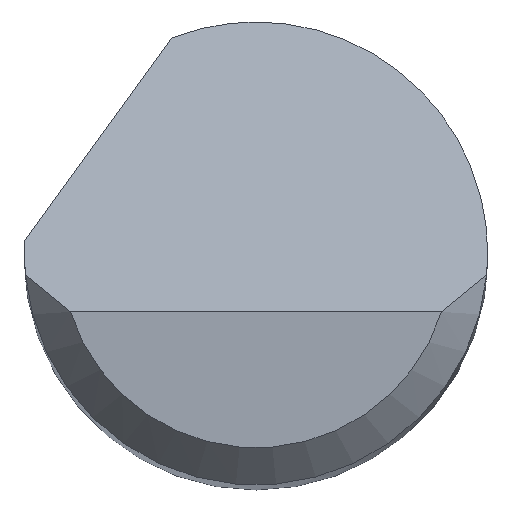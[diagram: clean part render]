
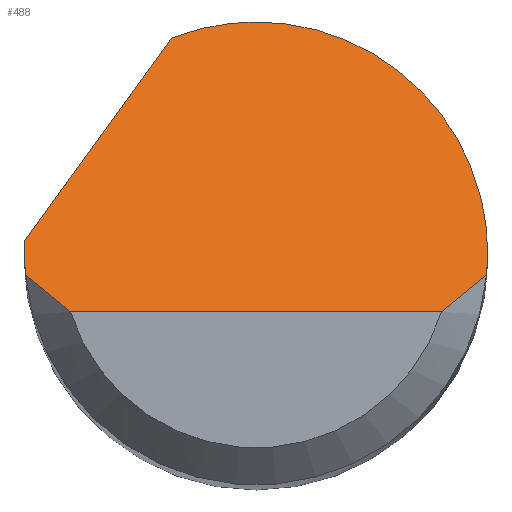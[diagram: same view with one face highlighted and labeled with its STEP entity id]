
A CAD part, top view. The second image highlights one B-rep face of the part: STEP entity #488.
In plain terms, the highlighted planar face has unit normal (0, 0.707, 0.707).
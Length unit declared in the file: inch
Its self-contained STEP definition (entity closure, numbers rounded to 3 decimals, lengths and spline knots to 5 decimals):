
#1 = EDGE_CURVE ( 'NONE', #1201, #250, #1003, .T. ) ;
#21 =( BOUNDED_CURVE ( )  B_SPLINE_CURVE ( 3, ( #823, #257, #625, #461 ),
 .UNSPECIFIED., .F., .F. ) 
 B_SPLINE_CURVE_WITH_KNOTS ( ( 4, 4 ),
 ( 4.71239, 4.76575 ),
 .UNSPECIFIED. ) 
 CURVE ( )  GEOMETRIC_REPRESENTATION_ITEM ( )  RATIONAL_B_SPLINE_CURVE ( ( 1., 1., 1., 1. ) ) 
 REPRESENTATION_ITEM ( '' )  );
#23 = CARTESIAN_POINT ( 'NONE',  ( 0.09334, -0.00875, 1.985 ) ) ;
#32 = DIRECTION ( 'NONE',  ( 0.456, 0.629, -0.629 ) ) ;
#90 = CARTESIAN_POINT ( 'NONE',  ( 0.09361, -0.00584, 1.98209 ) ) ;
#91 = EDGE_LOOP ( 'NONE', ( #382, #927, #693, #416, #180, #900, #477, #244 ) ) ;
#105 = CARTESIAN_POINT ( 'NONE',  ( -0.07508, -0.02375, 2. ) ) ;
#164 = CARTESIAN_POINT ( 'NONE',  ( -0.09334, -0.00875, 1.985 ) ) ;
#180 = ORIENTED_EDGE ( 'NONE', *, *, #664, .F. ) ;
#182 = PLANE ( 'NONE',  #467 ) ;
#185 = CARTESIAN_POINT ( 'NONE',  ( 0.09375, -0.00292, 1.97917 ) ) ;
#191 = CARTESIAN_POINT ( 'NONE',  ( -0.08761, -0.01397, 1.99022 ) ) ;
#199 = DIRECTION ( 'NONE',  ( 0., -0.707, -0.707 ) ) ;
#244 = ORIENTED_EDGE ( 'NONE', *, *, #868, .T. ) ;
#250 = VERTEX_POINT ( 'NONE', #577 ) ;
#255 = CARTESIAN_POINT ( 'NONE',  ( -0.03394, 0.08739, 1.88886 ) ) ;
#257 = CARTESIAN_POINT ( 'NONE',  ( -0.09375, 0.00167, 1.97458 ) ) ;
#274 = VERTEX_POINT ( 'NONE', #958 ) ;
#283 = DIRECTION ( 'NONE',  ( 1., 0., 0. ) ) ;
#292 = VERTEX_POINT ( 'NONE', #105 ) ;
#306 = CARTESIAN_POINT ( 'NONE',  ( -0.03394, 0.08739, 1.88886 ) ) ;
#321 = EDGE_CURVE ( 'NONE', #292, #981, #769, .T. ) ;
#349 = VERTEX_POINT ( 'NONE', #934 ) ;
#366 = CARTESIAN_POINT ( 'NONE',  ( 0.09334, -0.00875, 1.985 ) ) ;
#382 = ORIENTED_EDGE ( 'NONE', *, *, #321, .T. ) ;
#416 = ORIENTED_EDGE ( 'NONE', *, *, #1, .F. ) ;
#418 = CARTESIAN_POINT ( 'NONE',  ( -0.09362, 0.005, 1.97125 ) ) ;
#422 = CARTESIAN_POINT ( 'NONE',  ( 0.09375, 0.07266, 1.90359 ) ) ;
#456 =( BOUNDED_CURVE ( )  B_SPLINE_CURVE ( 3, ( #164, #1115, #545, #739 ),
 .UNSPECIFIED., .F., .F. ) 
 B_SPLINE_CURVE_WITH_KNOTS ( ( 4, 4 ),
 ( 4.61892, 4.71239 ),
 .UNSPECIFIED. ) 
 CURVE ( )  GEOMETRIC_REPRESENTATION_ITEM ( )  RATIONAL_B_SPLINE_CURVE ( ( 1., 0.999, 0.999, 1. ) ) 
 REPRESENTATION_ITEM ( '' )  );
#461 = CARTESIAN_POINT ( 'NONE',  ( -0.09362, 0.005, 1.97125 ) ) ;
#464 = VERTEX_POINT ( 'NONE', #366 ) ;
#465 = CARTESIAN_POINT ( 'NONE',  ( 0.07508, -0.02375, 2. ) ) ;
#467 = AXIS2_PLACEMENT_3D ( 'NONE', #825, #199, #1132 ) ;
#477 = ORIENTED_EDGE ( 'NONE', *, *, #780, .F. ) ;
#488 = ADVANCED_FACE ( 'NONE', ( #1030 ), #182, .F. ) ;
#545 = CARTESIAN_POINT ( 'NONE',  ( -0.09375, -0.00292, 1.97917 ) ) ;
#577 = CARTESIAN_POINT ( 'NONE',  ( 0.09375, 0., 1.97625 ) ) ;
#601 = VERTEX_POINT ( 'NONE', #418 ) ;
#625 = CARTESIAN_POINT ( 'NONE',  ( -0.09371, 0.00333, 1.97292 ) ) ;
#653 = CARTESIAN_POINT ( 'NONE',  ( -0.08157, -0.019, 1.99525 ) ) ;
#664 = EDGE_CURVE ( 'NONE', #601, #1201, #885, .T. ) ;
#671 = CARTESIAN_POINT ( 'NONE',  ( 0.07508, -0.02375, 2. ) ) ;
#674 = VECTOR ( 'NONE', #283, 39.37008 ) ;
#679 = CARTESIAN_POINT ( 'NONE',  ( 0.09375, 0., 1.97625 ) ) ;
#693 = ORIENTED_EDGE ( 'NONE', *, *, #922, .F. ) ;
#707 =( BOUNDED_CURVE ( )  B_SPLINE_CURVE ( 3, ( #1028, #185, #90, #1217 ),
 .UNSPECIFIED., .F., .F. ) 
 B_SPLINE_CURVE_WITH_KNOTS ( ( 4, 4 ),
 ( 1.5708, 1.66427 ),
 .UNSPECIFIED. ) 
 CURVE ( )  GEOMETRIC_REPRESENTATION_ITEM ( )  RATIONAL_B_SPLINE_CURVE ( ( 1., 0.999, 0.999, 1. ) ) 
 REPRESENTATION_ITEM ( '' )  );
#708 = B_SPLINE_CURVE_WITH_KNOTS ( 'NONE', 3,
 ( #936, #191, #653, #942 ),
 .UNSPECIFIED., .F., .F.,
 ( 4, 4 ),
 ( 0., 0.00071 ),
 .UNSPECIFIED. ) ;
#737 = VECTOR ( 'NONE', #32, 39.37008 ) ;
#739 = CARTESIAN_POINT ( 'NONE',  ( -0.09375, 0., 1.97625 ) ) ;
#752 = CARTESIAN_POINT ( 'NONE',  ( 0., -0.02375, 2. ) ) ;
#757 = EDGE_CURVE ( 'NONE', #349, #601, #21, .T. ) ;
#769 = LINE ( 'NONE', #752, #674 ) ;
#780 = EDGE_CURVE ( 'NONE', #274, #349, #456, .T. ) ;
#786 = CARTESIAN_POINT ( 'NONE',  ( -0.11014, -0.01781, 1.99406 ) ) ;
#823 = CARTESIAN_POINT ( 'NONE',  ( -0.09375, 0., 1.97625 ) ) ;
#825 = CARTESIAN_POINT ( 'NONE',  ( -0.09375, -0.02375, 2. ) ) ;
#859 = CARTESIAN_POINT ( 'NONE',  ( 0.03379, 0.11369, 1.86256 ) ) ;
#868 = EDGE_CURVE ( 'NONE', #274, #292, #708, .T. ) ;
#885 = LINE ( 'NONE', #786, #737 ) ;
#900 = ORIENTED_EDGE ( 'NONE', *, *, #757, .F. ) ;
#922 = EDGE_CURVE ( 'NONE', #250, #464, #707, .T. ) ;
#927 = ORIENTED_EDGE ( 'NONE', *, *, #1049, .T. ) ;
#934 = CARTESIAN_POINT ( 'NONE',  ( -0.09375, 0., 1.97625 ) ) ;
#936 = CARTESIAN_POINT ( 'NONE',  ( -0.09334, -0.00875, 1.985 ) ) ;
#942 = CARTESIAN_POINT ( 'NONE',  ( -0.07508, -0.02375, 2. ) ) ;
#958 = CARTESIAN_POINT ( 'NONE',  ( -0.09334, -0.00875, 1.985 ) ) ;
#960 = B_SPLINE_CURVE_WITH_KNOTS ( 'NONE', 3,
 ( #671, #1048, #1056, #23 ),
 .UNSPECIFIED., .F., .F.,
 ( 4, 4 ),
 ( 0., 0.00071 ),
 .UNSPECIFIED. ) ;
#981 = VERTEX_POINT ( 'NONE', #465 ) ;
#1003 =( BOUNDED_CURVE ( )  B_SPLINE_CURVE ( 3, ( #306, #859, #422, #679 ),
 .UNSPECIFIED., .F., .F. ) 
 B_SPLINE_CURVE_WITH_KNOTS ( ( 4, 4 ),
 ( 5.91277, 7.85398 ),
 .UNSPECIFIED. ) 
 CURVE ( )  GEOMETRIC_REPRESENTATION_ITEM ( )  RATIONAL_B_SPLINE_CURVE ( ( 1., 0.71, 0.71, 1. ) ) 
 REPRESENTATION_ITEM ( '' )  );
#1028 = CARTESIAN_POINT ( 'NONE',  ( 0.09375, 0., 1.97625 ) ) ;
#1030 = FACE_OUTER_BOUND ( 'NONE', #91, .T. ) ;
#1048 = CARTESIAN_POINT ( 'NONE',  ( 0.08157, -0.019, 1.99525 ) ) ;
#1049 = EDGE_CURVE ( 'NONE', #981, #464, #960, .T. ) ;
#1056 = CARTESIAN_POINT ( 'NONE',  ( 0.08761, -0.01397, 1.99022 ) ) ;
#1115 = CARTESIAN_POINT ( 'NONE',  ( -0.09361, -0.00584, 1.98209 ) ) ;
#1132 = DIRECTION ( 'NONE',  ( 0., 0.707, -0.707 ) ) ;
#1201 = VERTEX_POINT ( 'NONE', #255 ) ;
#1217 = CARTESIAN_POINT ( 'NONE',  ( 0.09334, -0.00875, 1.985 ) ) ;
